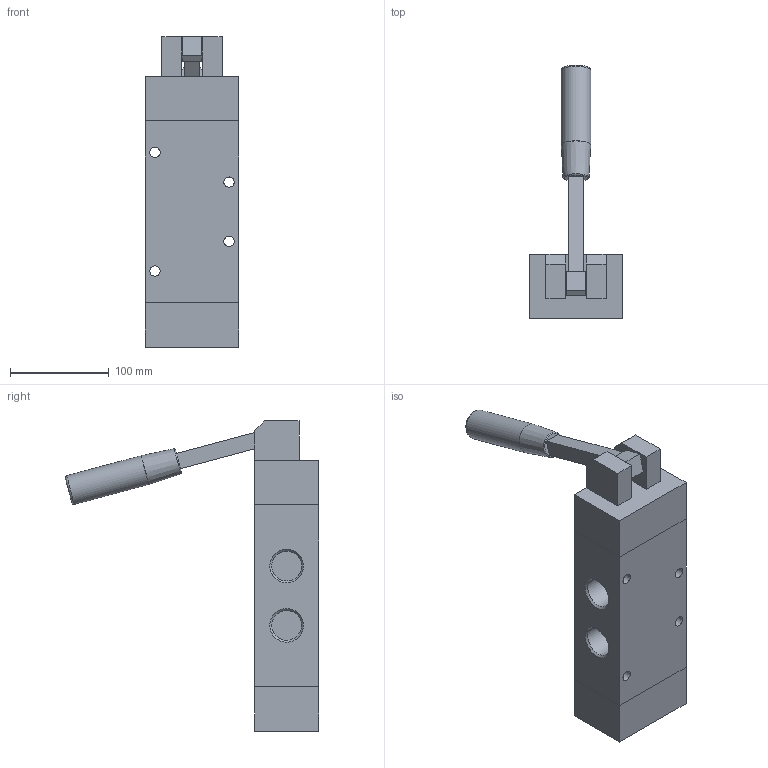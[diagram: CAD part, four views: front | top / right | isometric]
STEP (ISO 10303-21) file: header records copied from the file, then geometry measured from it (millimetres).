
FILE_DESCRIPTION((''),'2;1');
FILE_NAME('211_53_##_9_1.stp','2006-12-19T11:32:42',('rivolro1'),(''),'Autodesk Inventor 11','Autodesk Inventor 11','');
FILE_SCHEMA(('AUTOMOTIVE_DESIGN { 1 0 10303 214 1 1 1 1 }'));
Length unit declared in the file: millimetre
Products named in the file (3): 211_53_##_9_1; 211_53_##_9_1(A); 211_53_##_9_1(B)
Assembly tree (2 placements, depth 2):
  211_53_##_9_1
    211_53_##_9_1(A)
    211_53_##_9_1(B)
Bounding box: 95 x 256.51 x 314 mm (x, y, z)
Volume: 1762211.4 mm3; surface area: 149645.9 mm2
Topology: 2 solids, 2 shells, 69 faces, 147 edges, 95 vertices
Faces by surface type: plane 42, bspline 15, cylinder 8, torus 3, cone 1
Full cylindrical faces by diameter (mm): 8 x3, 10.5 x4, 30 x1
Entity records: 1967 total; most frequent: CARTESIAN_POINT 479, DIRECTION 278, ORIENTED_EDGE 250, EDGE_CURVE 125, EDGE_LOOP 114, VERTEX_POINT 95, AXIS2_PLACEMENT_3D 94, VECTOR 90
